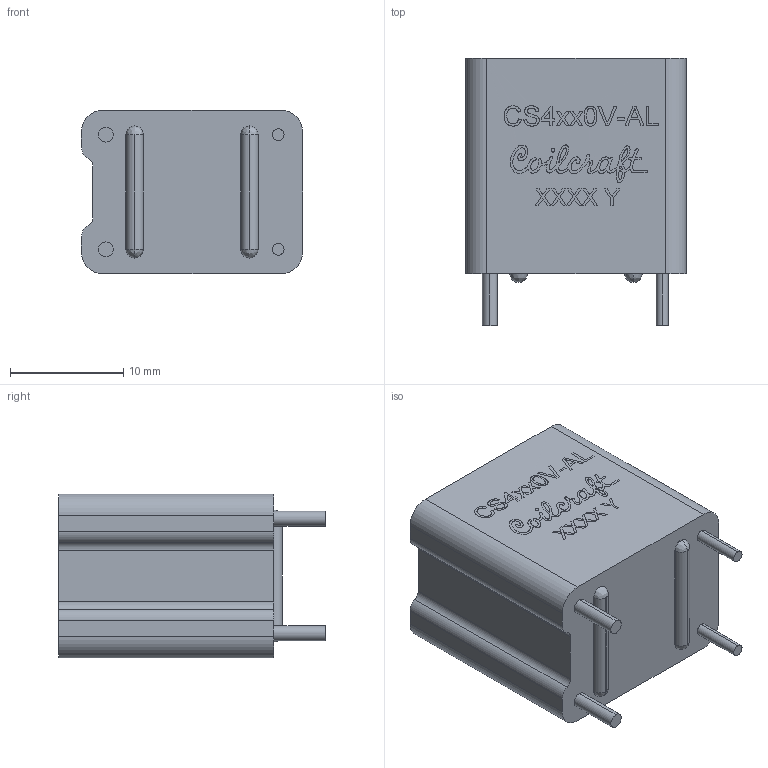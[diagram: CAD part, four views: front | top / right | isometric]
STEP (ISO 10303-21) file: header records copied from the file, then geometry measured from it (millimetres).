
FILE_DESCRIPTION (( 'STEP AP203' ), '1' );
FILE_NAME ('Coilcraft-CS4xx0V-AL.STEP', '2019-10-21T09:36:00', ( '' ), ( '' ), 'SwSTEP 2.0', 'SolidWorks 2019', '' );
FILE_SCHEMA (( 'CONFIG_CONTROL_DESIGN' ));
Length unit declared in the file: millimetre
Products named in the file (1): Coilcraft-CS4xx0V-AL
Bounding box: 19.56 x 23.62 x 14.48 mm (x, y, z)
Surface area: 1917.2 mm2 (no closed solid volume)
Topology: 0 solids, 1 shells, 453 faces, 1129 edges, 708 vertices
Faces by surface type: bspline 237, plane 182, cylinder 34
Entity records: 16872 total; most frequent: CARTESIAN_POINT 7666, ORIENTED_EDGE 2254, DIRECTION 1162, EDGE_CURVE 1129, VERTEX_POINT 708, LINE 586, VECTOR 586, EDGE_LOOP 485
